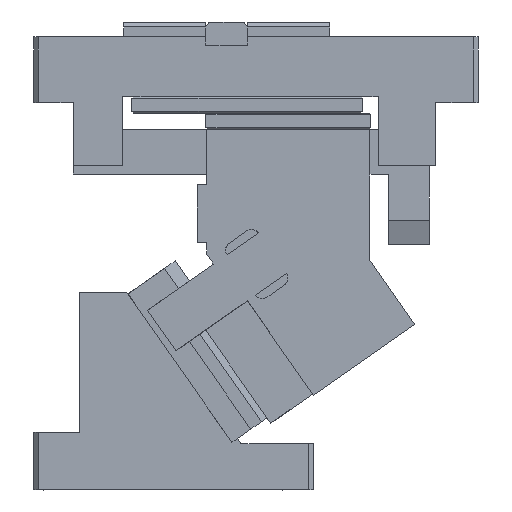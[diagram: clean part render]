
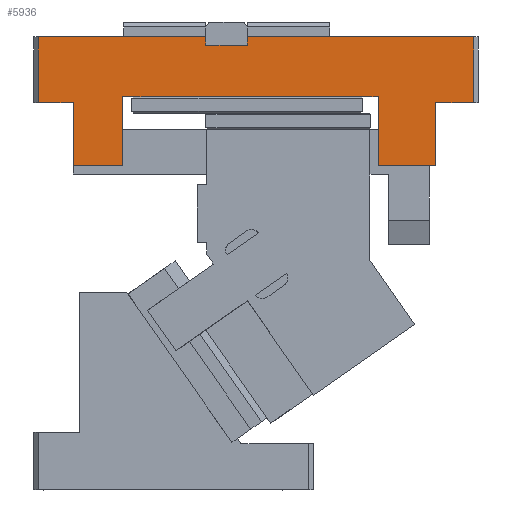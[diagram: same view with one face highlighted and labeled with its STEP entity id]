
A CAD part, front view. The second image highlights one B-rep face of the part: STEP entity #5936.
In plain terms, the highlighted planar face has unit normal (0, -1, 0).
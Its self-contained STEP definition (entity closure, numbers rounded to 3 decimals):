
#5433=CARTESIAN_POINT('Vertex',(3.,0.,235.)) ;
#5438=CARTESIAN_POINT('Line Origine',(3.,0.,255.)) ;
#5442=CARTESIAN_POINT('Vertex',(3.,0.,275.)) ;
#5514=CARTESIAN_POINT('Line Origine',(53.81,0.,275.)) ;
#5518=CARTESIAN_POINT('Vertex',(104.62,0.,275.)) ;
#5801=CARTESIAN_POINT('Axis2P3D Location',(270.,0.,275.)) ;
#5806=CARTESIAN_POINT('Line Origine',(129.62,0.,272.5)) ;
#5810=CARTESIAN_POINT('Vertex',(129.62,0.,275.)) ;
#5812=CARTESIAN_POINT('Vertex',(129.62,0.,270.)) ;
#5815=CARTESIAN_POINT('Line Origine',(117.12,0.,270.)) ;
#5819=CARTESIAN_POINT('Vertex',(104.62,0.,270.)) ;
#5822=CARTESIAN_POINT('Line Origine',(104.62,0.,272.5)) ;
#5827=CARTESIAN_POINT('Line Origine',(13.564,0.,235.)) ;
#5831=CARTESIAN_POINT('Vertex',(24.128,0.,235.)) ;
#5834=CARTESIAN_POINT('Line Origine',(24.128,0.,215.875)) ;
#5838=CARTESIAN_POINT('Vertex',(24.128,0.,196.749)) ;
#5841=CARTESIAN_POINT('Line Origine',(39.128,0.,196.749)) ;
#5845=CARTESIAN_POINT('Vertex',(54.128,0.,196.749)) ;
#5848=CARTESIAN_POINT('Line Origine',(54.128,0.,217.749)) ;
#5852=CARTESIAN_POINT('Vertex',(54.128,0.,238.749)) ;
#5855=CARTESIAN_POINT('Line Origine',(56.628,0.,238.749)) ;
#5859=CARTESIAN_POINT('Vertex',(59.128,0.,238.749)) ;
#5862=CARTESIAN_POINT('Line Origine',(129.128,0.,238.749)) ;
#5866=CARTESIAN_POINT('Vertex',(199.128,0.,238.749)) ;
#5869=CARTESIAN_POINT('Line Origine',(204.128,0.,238.749)) ;
#5873=CARTESIAN_POINT('Vertex',(209.128,0.,238.749)) ;
#5876=CARTESIAN_POINT('Line Origine',(209.128,0.,217.749)) ;
#5880=CARTESIAN_POINT('Vertex',(209.128,0.,196.749)) ;
#5883=CARTESIAN_POINT('Line Origine',(226.564,0.,196.749)) ;
#5887=CARTESIAN_POINT('Vertex',(244.,0.,196.749)) ;
#5890=CARTESIAN_POINT('Line Origine',(244.,0.,215.875)) ;
#5894=CARTESIAN_POINT('Vertex',(244.,0.,235.)) ;
#5897=CARTESIAN_POINT('Line Origine',(255.5,0.,235.)) ;
#5901=CARTESIAN_POINT('Vertex',(267.,0.,235.)) ;
#5904=CARTESIAN_POINT('Line Origine',(267.,0.,255.)) ;
#5908=CARTESIAN_POINT('Vertex',(267.,0.,275.)) ;
#5911=CARTESIAN_POINT('Line Origine',(198.31,0.,275.)) ;
#5439=DIRECTION('Vector Direction',(0.,0.,-1.)) ;
#5515=DIRECTION('Vector Direction',(-1.,0.,0.)) ;
#5802=DIRECTION('Axis2P3D Direction',(0.,1.,0.)) ;
#5803=DIRECTION('Axis2P3D XDirection',(-1.,0.,0.)) ;
#5807=DIRECTION('Vector Direction',(0.,0.,-1.)) ;
#5816=DIRECTION('Vector Direction',(-1.,0.,0.)) ;
#5823=DIRECTION('Vector Direction',(0.,0.,-1.)) ;
#5828=DIRECTION('Vector Direction',(1.,0.,0.)) ;
#5835=DIRECTION('Vector Direction',(0.,0.,1.)) ;
#5842=DIRECTION('Vector Direction',(1.,0.,0.)) ;
#5849=DIRECTION('Vector Direction',(0.,0.,1.)) ;
#5856=DIRECTION('Vector Direction',(1.,0.,0.)) ;
#5863=DIRECTION('Vector Direction',(1.,0.,0.)) ;
#5870=DIRECTION('Vector Direction',(1.,0.,0.)) ;
#5877=DIRECTION('Vector Direction',(0.,0.,1.)) ;
#5884=DIRECTION('Vector Direction',(1.,0.,0.)) ;
#5891=DIRECTION('Vector Direction',(0.,0.,-1.)) ;
#5898=DIRECTION('Vector Direction',(1.,0.,0.)) ;
#5905=DIRECTION('Vector Direction',(0.,0.,1.)) ;
#5912=DIRECTION('Vector Direction',(-1.,0.,0.)) ;
#5804=AXIS2_PLACEMENT_3D('Plane Axis2P3D',#5801,#5802,#5803) ;
#5917=ORIENTED_EDGE('',*,*,#5814,.T.) ;
#5918=ORIENTED_EDGE('',*,*,#5821,.F.) ;
#5919=ORIENTED_EDGE('',*,*,#5826,.F.) ;
#5920=ORIENTED_EDGE('',*,*,#5520,.T.) ;
#5921=ORIENTED_EDGE('',*,*,#5444,.T.) ;
#5922=ORIENTED_EDGE('',*,*,#5833,.T.) ;
#5923=ORIENTED_EDGE('',*,*,#5840,.F.) ;
#5924=ORIENTED_EDGE('',*,*,#5847,.T.) ;
#5925=ORIENTED_EDGE('',*,*,#5854,.T.) ;
#5926=ORIENTED_EDGE('',*,*,#5861,.F.) ;
#5927=ORIENTED_EDGE('',*,*,#5868,.F.) ;
#5928=ORIENTED_EDGE('',*,*,#5875,.F.) ;
#5929=ORIENTED_EDGE('',*,*,#5882,.F.) ;
#5930=ORIENTED_EDGE('',*,*,#5889,.T.) ;
#5931=ORIENTED_EDGE('',*,*,#5896,.F.) ;
#5932=ORIENTED_EDGE('',*,*,#5903,.T.) ;
#5933=ORIENTED_EDGE('',*,*,#5910,.T.) ;
#5934=ORIENTED_EDGE('',*,*,#5915,.T.) ;
#5440=VECTOR('Line Direction',#5439,1.) ;
#5516=VECTOR('Line Direction',#5515,1.) ;
#5808=VECTOR('Line Direction',#5807,1.) ;
#5817=VECTOR('Line Direction',#5816,1.) ;
#5824=VECTOR('Line Direction',#5823,1.) ;
#5829=VECTOR('Line Direction',#5828,1.) ;
#5836=VECTOR('Line Direction',#5835,1.) ;
#5843=VECTOR('Line Direction',#5842,1.) ;
#5850=VECTOR('Line Direction',#5849,1.) ;
#5857=VECTOR('Line Direction',#5856,1.) ;
#5864=VECTOR('Line Direction',#5863,1.) ;
#5871=VECTOR('Line Direction',#5870,1.) ;
#5878=VECTOR('Line Direction',#5877,1.) ;
#5885=VECTOR('Line Direction',#5884,1.) ;
#5892=VECTOR('Line Direction',#5891,1.) ;
#5899=VECTOR('Line Direction',#5898,1.) ;
#5906=VECTOR('Line Direction',#5905,1.) ;
#5913=VECTOR('Line Direction',#5912,1.) ;
#5936=ADVANCED_FACE('CAM HOLDER',(#5935),#5805,.F.) ;
#5444=EDGE_CURVE('',#5443,#5434,#5441,.T.) ;
#5520=EDGE_CURVE('',#5519,#5443,#5517,.T.) ;
#5814=EDGE_CURVE('',#5811,#5813,#5809,.T.) ;
#5821=EDGE_CURVE('',#5820,#5813,#5818,.F.) ;
#5826=EDGE_CURVE('',#5519,#5820,#5825,.T.) ;
#5833=EDGE_CURVE('',#5434,#5832,#5830,.T.) ;
#5840=EDGE_CURVE('',#5839,#5832,#5837,.T.) ;
#5847=EDGE_CURVE('',#5839,#5846,#5844,.T.) ;
#5854=EDGE_CURVE('',#5846,#5853,#5851,.T.) ;
#5861=EDGE_CURVE('',#5860,#5853,#5858,.F.) ;
#5868=EDGE_CURVE('',#5867,#5860,#5865,.F.) ;
#5875=EDGE_CURVE('',#5874,#5867,#5872,.F.) ;
#5882=EDGE_CURVE('',#5881,#5874,#5879,.T.) ;
#5889=EDGE_CURVE('',#5881,#5888,#5886,.T.) ;
#5896=EDGE_CURVE('',#5895,#5888,#5893,.T.) ;
#5903=EDGE_CURVE('',#5895,#5902,#5900,.T.) ;
#5910=EDGE_CURVE('',#5902,#5909,#5907,.T.) ;
#5915=EDGE_CURVE('',#5909,#5811,#5914,.T.) ;
#5916=EDGE_LOOP('',(#5917,#5918,#5919,#5920,#5921,#5922,#5923,#5924,#5925,#5926,#5927,#5928,#5929,#5930,#5931,#5932,#5933,#5934)) ;
#5935=FACE_OUTER_BOUND('',#5916,.T.) ;
#5441=LINE('Line',#5438,#5440) ;
#5517=LINE('Line',#5514,#5516) ;
#5809=LINE('Line',#5806,#5808) ;
#5818=LINE('Line',#5815,#5817) ;
#5825=LINE('Line',#5822,#5824) ;
#5830=LINE('Line',#5827,#5829) ;
#5837=LINE('Line',#5834,#5836) ;
#5844=LINE('Line',#5841,#5843) ;
#5851=LINE('Line',#5848,#5850) ;
#5858=LINE('Line',#5855,#5857) ;
#5865=LINE('Line',#5862,#5864) ;
#5872=LINE('Line',#5869,#5871) ;
#5879=LINE('Line',#5876,#5878) ;
#5886=LINE('Line',#5883,#5885) ;
#5893=LINE('Line',#5890,#5892) ;
#5900=LINE('Line',#5897,#5899) ;
#5907=LINE('Line',#5904,#5906) ;
#5914=LINE('Line',#5911,#5913) ;
#5805=PLANE('Plane',#5804) ;
#5434=VERTEX_POINT('',#5433) ;
#5443=VERTEX_POINT('',#5442) ;
#5519=VERTEX_POINT('',#5518) ;
#5811=VERTEX_POINT('',#5810) ;
#5813=VERTEX_POINT('',#5812) ;
#5820=VERTEX_POINT('',#5819) ;
#5832=VERTEX_POINT('',#5831) ;
#5839=VERTEX_POINT('',#5838) ;
#5846=VERTEX_POINT('',#5845) ;
#5853=VERTEX_POINT('',#5852) ;
#5860=VERTEX_POINT('',#5859) ;
#5867=VERTEX_POINT('',#5866) ;
#5874=VERTEX_POINT('',#5873) ;
#5881=VERTEX_POINT('',#5880) ;
#5888=VERTEX_POINT('',#5887) ;
#5895=VERTEX_POINT('',#5894) ;
#5902=VERTEX_POINT('',#5901) ;
#5909=VERTEX_POINT('',#5908) ;
